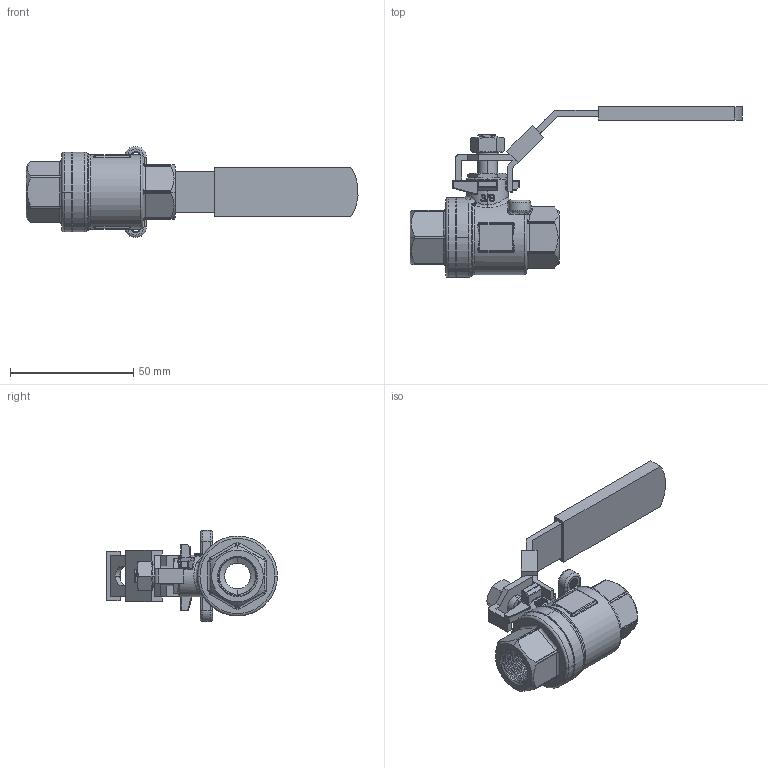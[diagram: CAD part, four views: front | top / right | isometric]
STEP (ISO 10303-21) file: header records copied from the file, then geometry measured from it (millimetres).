
FILE_DESCRIPTION((''),'2;1');
FILE_NAME('2006HL-010_ASM','2014-12-26T',('Administrator'),(''),'PRO/ENGINEER BY PARAMETRIC TECHNOLOGY CORPORATION, 2011080','PRO/ENGINEER BY PARAMETRIC TECHNOLOGY CORPORATION, 2011080','');
FILE_SCHEMA(('CONFIG_CONTROL_DESIGN'));
Products named in the file (8): 2006HL010-M01-01; 2006HL010-M02-01; 2006HL-STEM-010; 2006HL-STEMNUT-010; 2006HL-HANDLE-010; LUOMUDIANPIAN010; LUOMU010; 2006HL-010_ASM
Assembly tree (7 placements, depth 2):
  2006HL-010_ASM
    2006HL010-M01-01
    2006HL010-M02-01
    2006HL-STEM-010
    2006HL-STEMNUT-010
    2006HL-HANDLE-010
    LUOMUDIANPIAN010
    LUOMU010
Bounding box: 134.94 x 69.45 x 37 mm (x, y, z)
Volume: 38523 mm3; surface area: 23782.4 mm2
Topology: 7 solids, 7 shells, 785 faces, 1936 edges, 1176 vertices
Faces by surface type: cylinder 281, plane 155, bspline 145, torus 65, extrusion 54, cone 49, sphere 36
Entity records: 42212 total; most frequent: CARTESIAN_POINT 25099, ORIENTED_EDGE 3868, DIRECTION 2999, EDGE_CURVE 1934, VERTEX_POINT 1176, AXIS2_PLACEMENT_3D 1139, EDGE_LOOP 816, FACE_OUTER_BOUND 785
